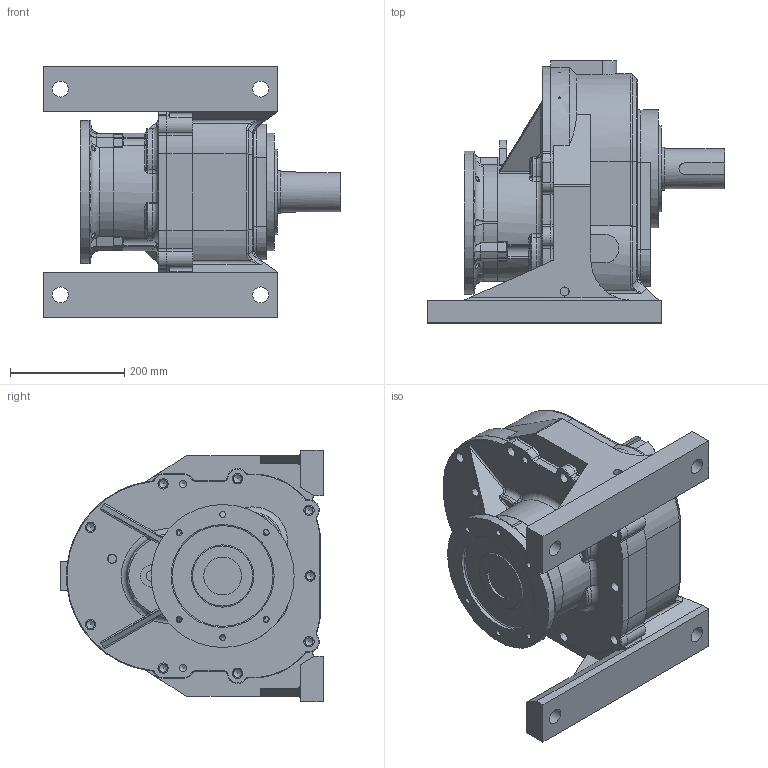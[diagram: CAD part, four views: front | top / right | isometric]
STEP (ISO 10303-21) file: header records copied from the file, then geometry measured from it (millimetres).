
FILE_DESCRIPTION (( 'STEP AP214' ), '1' );
FILE_NAME ('EK2DO07814H001_F1HF_3.7KW_R75.stp', '2022-07-04T00:40:40', ( 'Windows 餌辨濠' ), ( '' ), 'SwSTEP 2.0', 'SolidWorks 2021', '' );
FILE_SCHEMA (( 'AUTOMOTIVE_DESIGN' ));
Length unit declared in the file: millimetre
Products named in the file (5): 27_3.7KW; EK2DO07814H001_F1HF_3.7KW_R75; CASING_DKA0102313; DKG1300341__3.7; DKA0800233_BRACKET
Assembly tree (4 placements, depth 2):
  EK2DO07814H001_F1HF_3.7KW_R75
    CASING_DKA0102313
    27_3.7KW
    DKG1300341__3.7
    DKA0800233_BRACKET
Bounding box: 520 x 459 x 440 mm (x, y, z)
Volume: 31693185.9 mm3; surface area: 1356371 mm2
Topology: 4 solids, 4 shells, 530 faces, 1369 edges, 841 vertices
Faces by surface type: cylinder 225, plane 123, torus 89, bspline 54, cone 33, sphere 6
Full cylindrical faces by diameter (mm): 2.7 x2, 6.8 x3, 9 x3, 10.2 x7, 13 x4, 14 x9, 18 x10, 28 x4, 66 x1, 70 x1, 75 x1, 150 x1, 180 x1, 206 x1, 250 x1
Entity records: 20456 total; most frequent: CARTESIAN_POINT 7632, DIRECTION 2610, ORIENTED_EDGE 2500, EDGE_CURVE 1250, AXIS2_PLACEMENT_3D 1086, VERTEX_POINT 811, EDGE_LOOP 665, CIRCLE 603
